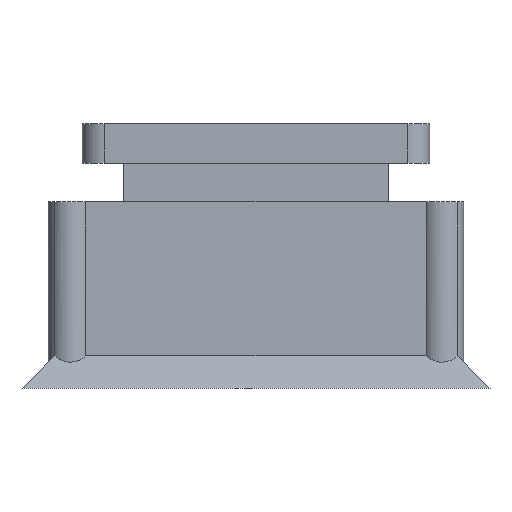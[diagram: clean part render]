
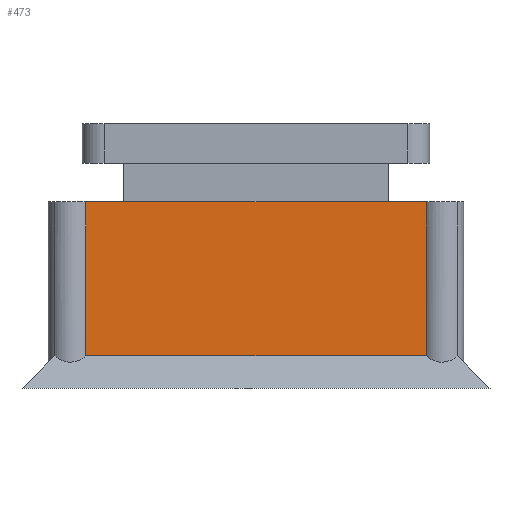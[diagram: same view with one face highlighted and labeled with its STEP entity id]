
A CAD part, front view. The second image highlights one B-rep face of the part: STEP entity #473.
In plain terms, the highlighted planar face has unit normal (0, -1, 0).
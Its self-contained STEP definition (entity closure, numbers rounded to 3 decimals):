
#129 = VERTEX_POINT('',#130);
#130 = CARTESIAN_POINT('',(7.806,-2.85,-10.64));
#137 = EDGE_CURVE('',#138,#129,#140,.T.);
#138 = VERTEX_POINT('',#139);
#139 = CARTESIAN_POINT('',(-7.806,-2.85,-10.64));
#140 = LINE('',#141,#142);
#141 = CARTESIAN_POINT('',(-9.22,-2.85,-10.64));
#142 = VECTOR('',#143,1.);
#143 = DIRECTION('',(1.,0.,0.));
#453 = EDGE_CURVE('',#138,#454,#456,.T.);
#454 = VERTEX_POINT('',#455);
#455 = CARTESIAN_POINT('',(-7.806,-2.85,-3.59));
#456 = LINE('',#457,#458);
#457 = CARTESIAN_POINT('',(-7.806,-2.85,-12.14));
#458 = VECTOR('',#459,1.);
#459 = DIRECTION('',(0.,0.,1.));
#473 = ADVANCED_FACE('',(#474),#492,.F.);
#474 = FACE_BOUND('',#475,.F.);
#475 = EDGE_LOOP('',(#476,#477,#478,#486));
#476 = ORIENTED_EDGE('',*,*,#137,.F.);
#477 = ORIENTED_EDGE('',*,*,#453,.T.);
#478 = ORIENTED_EDGE('',*,*,#479,.T.);
#479 = EDGE_CURVE('',#454,#480,#482,.T.);
#480 = VERTEX_POINT('',#481);
#481 = CARTESIAN_POINT('',(7.806,-2.85,-3.59));
#482 = LINE('',#483,#484);
#483 = CARTESIAN_POINT('',(-9.22,-2.85,-3.59));
#484 = VECTOR('',#485,1.);
#485 = DIRECTION('',(1.,0.,0.));
#486 = ORIENTED_EDGE('',*,*,#487,.F.);
#487 = EDGE_CURVE('',#129,#480,#488,.T.);
#488 = LINE('',#489,#490);
#489 = CARTESIAN_POINT('',(7.806,-2.85,-12.14));
#490 = VECTOR('',#491,1.);
#491 = DIRECTION('',(0.,0.,1.));
#492 = PLANE('',#493);
#493 = AXIS2_PLACEMENT_3D('',#494,#495,#496);
#494 = CARTESIAN_POINT('',(-9.22,-2.85,-12.14));
#495 = DIRECTION('',(0.,1.,0.));
#496 = DIRECTION('',(0.,0.,1.));
